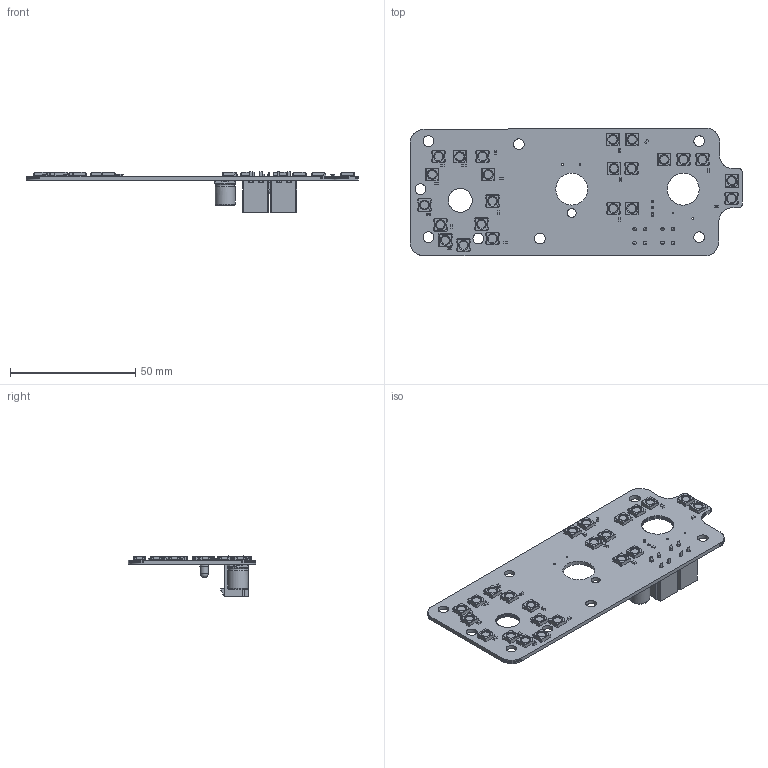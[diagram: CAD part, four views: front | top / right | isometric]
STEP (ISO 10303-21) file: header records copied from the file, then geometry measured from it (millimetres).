
FILE_DESCRIPTION(('KiCad electronic assembly'),'2;1');
FILE_NAME('FCS PANEL.step','2023-05-20T19:59:00',('Pcbnew'),('Kicad'), 'Open CASCADE STEP processor 7.6','KiCad to STEP converter','Unknown' );
FILE_SCHEMA(('AUTOMOTIVE_DESIGN { 1 0 10303 214 1 1 1 1 }'));
Length unit declared in the file: millimetre
Products named in the file (14): FCS PANEL 1; LED_WS2812B_PLCC4_5.0x5.0mm_P3.2mm; SOLID; R_0603_1608Metric; C_0603_1608Metric; CP_Elec_8x10; Molex_Mini-Fit_Jr_5566-04A_2x02_P4.20mm_Vertical; LED_D3.0mm_GREEN; FCS PANEL PCB
Assembly tree (51 placements, depth 3):
  FCS PANEL 1
    LED_WS2812B_PLCC4_5.0x5.0mm_P3.2mm  x23
      SOLID
    R_0603_1608Metric
      SOLID
    C_0603_1608Metric  x16
      SOLID
    CP_Elec_8x10
      SOLID
    Molex_Mini-Fit_Jr_5566-04A_2x02_P4.20mm_Vertical  x2
      SOLID
    LED_D3.0mm_GREEN
      SOLID
    FCS PANEL PCB
Bounding box: 132.38 x 50.95 x 16.3 mm (x, y, z)
Volume: 12156.7 mm3; surface area: 18287.3 mm2
Topology: 45 solids, 45 shells, 2665 faces, 7598 edges, 5012 vertices
Faces by surface type: plane 1890, cylinder 744, cone 23, torus 4, bspline 2, revolution 1, sphere 1
Full cylindrical faces by diameter (mm): 0.7 x4, 0.9 x2, 1.4 x8, 3 x1, 3.333 x23, 3.572 x1, 4.3 x8, 8 x2, 12.7 x1
Entity records: 45434 total; most frequent: CARTESIAN_POINT 8346, DIRECTION 6642, LINE 4921, VECTOR 4921, ORIENTED_EDGE 3508, PCURVE 3508, DEFINITIONAL_REPRESENTATION 3508, EDGE_CURVE 1754
